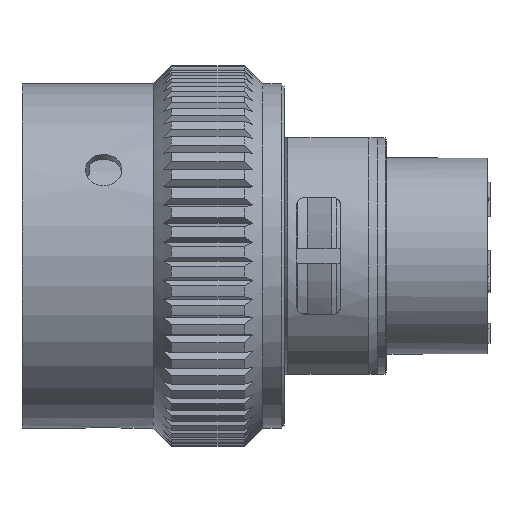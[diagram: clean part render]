
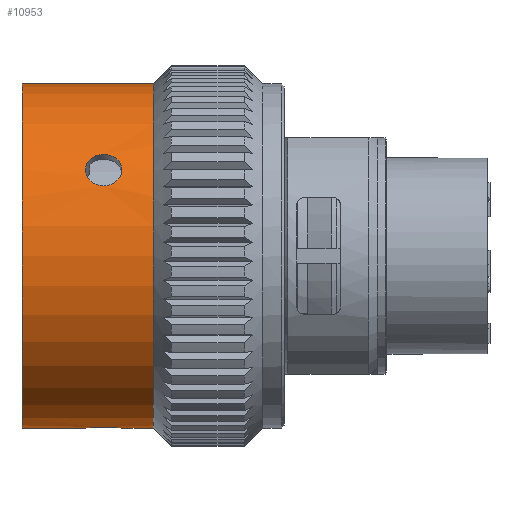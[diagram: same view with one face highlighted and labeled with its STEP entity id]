
A CAD part, top view. The second image highlights one B-rep face of the part: STEP entity #10953.
In plain terms, the highlighted cylindrical face has radius 11.8 mm (diameter 23.6 mm), a full revolution.
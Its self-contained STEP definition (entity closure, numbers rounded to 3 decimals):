
#486=B_SPLINE_CURVE_WITH_KNOTS('',3,(#16157,#16158,#16159,#16160,#16161,
#16162,#16163,#16164,#16165,#16166,#16167),.UNSPECIFIED.,.T.,.F.,(1,1,1,
1,1,1,1,1,1,1,1,1,1,1,1),(-0.003,-0.002,-0.001,
0.,0.001,0.002,0.003,0.004,
0.005,0.006,0.007,0.008,
0.009,0.01,0.011),
 .UNSPECIFIED.);
#487=B_SPLINE_CURVE_WITH_KNOTS('',3,(#16171,#16172,#16173,#16174,#16175,
#16176,#16177,#16178,#16179,#16180,#16181),.UNSPECIFIED.,.T.,.F.,(1,1,1,
1,1,1,1,1,1,1,1,1,1,1,1),(-0.003,-0.002,-0.001,
0.,0.001,0.002,0.003,0.004,
0.005,0.006,0.007,0.008,
0.009,0.01,0.011),
 .UNSPECIFIED.);
#488=B_SPLINE_CURVE_WITH_KNOTS('',3,(#16183,#16184,#16185,#16186,#16187,
#16188,#16189,#16190,#16191,#16192,#16193),.UNSPECIFIED.,.T.,.F.,(1,1,1,
1,1,1,1,1,1,1,1,1,1,1,1),(-0.003,-0.002,-0.001,
0.,0.001,0.002,0.003,0.004,
0.005,0.006,0.007,0.008,
0.009,0.01,0.011),
 .UNSPECIFIED.);
#914=CIRCLE('',#11705,11.8);
#915=CIRCLE('',#11706,11.8);
#1435=ORIENTED_EDGE('',*,*,#4805,.T.);
#1436=ORIENTED_EDGE('',*,*,#4806,.T.);
#1437=ORIENTED_EDGE('',*,*,#4807,.F.);
#1438=ORIENTED_EDGE('',*,*,#4808,.T.);
#1439=ORIENTED_EDGE('',*,*,#4809,.T.);
#4805=EDGE_CURVE('',#6490,#6490,#914,.T.);
#4806=EDGE_CURVE('',#6491,#6491,#486,.T.);
#4807=EDGE_CURVE('',#6492,#6492,#915,.T.);
#4808=EDGE_CURVE('',#6493,#6493,#487,.T.);
#4809=EDGE_CURVE('',#6494,#6494,#488,.T.);
#6490=VERTEX_POINT('',#16156);
#6491=VERTEX_POINT('',#16168);
#6492=VERTEX_POINT('',#16170);
#6493=VERTEX_POINT('',#16182);
#6494=VERTEX_POINT('',#16194);
#9347=EDGE_LOOP('',(#1435));
#9348=EDGE_LOOP('',(#1436));
#9349=EDGE_LOOP('',(#1437));
#9350=EDGE_LOOP('',(#1438));
#9351=EDGE_LOOP('',(#1439));
#10060=FACE_BOUND('',#9347,.T.);
#10061=FACE_BOUND('',#9348,.T.);
#10062=FACE_BOUND('',#9349,.T.);
#10063=FACE_BOUND('',#9350,.T.);
#10064=FACE_BOUND('',#9351,.T.);
#10773=CYLINDRICAL_SURFACE('',#11704,11.8);
#10953=ADVANCED_FACE('',(#10060,#10061,#10062,#10063,#10064),#10773,.T.);
#11704=AXIS2_PLACEMENT_3D('',#16154,#13050,#13051);
#11705=AXIS2_PLACEMENT_3D('',#16155,#13052,#13053);
#11706=AXIS2_PLACEMENT_3D('',#16169,#13054,#13055);
#13050=DIRECTION('',(1.,0.,0.));
#13051=DIRECTION('',(0.,0.,-1.));
#13052=DIRECTION('',(1.,0.,0.));
#13053=DIRECTION('',(0.,0.,-1.));
#13054=DIRECTION('',(1.,0.,0.));
#13055=DIRECTION('',(0.,0.,-1.));
#16154=CARTESIAN_POINT('',(18.,0.,0.));
#16155=CARTESIAN_POINT('',(0.,0.,0.));
#16156=CARTESIAN_POINT('',(0.,0.,-11.8));
#16157=CARTESIAN_POINT('',(4.619,-11.767,0.979));
#16158=CARTESIAN_POINT('',(5.6,-11.717,1.386));
#16159=CARTESIAN_POINT('',(6.58,-11.767,0.979));
#16160=CARTESIAN_POINT('',(6.985,-11.817,0.001));
#16161=CARTESIAN_POINT('',(6.58,-11.767,-0.979));
#16162=CARTESIAN_POINT('',(5.6,-11.717,-1.385));
#16163=CARTESIAN_POINT('',(4.622,-11.767,-0.981));
#16164=CARTESIAN_POINT('',(4.215,-11.817,-0.001));
#16165=CARTESIAN_POINT('',(4.619,-11.767,0.979));
#16166=CARTESIAN_POINT('',(5.6,-11.717,1.386));
#16167=CARTESIAN_POINT('',(6.58,-11.767,0.979));
#16168=CARTESIAN_POINT('',(5.6,-11.734,1.25));
#16169=CARTESIAN_POINT('',(9.,0.,0.));
#16170=CARTESIAN_POINT('',(9.,0.,-11.8));
#16171=CARTESIAN_POINT('',(4.619,6.731,9.701));
#16172=CARTESIAN_POINT('',(5.6,7.058,9.454));
#16173=CARTESIAN_POINT('',(6.58,6.731,9.701));
#16174=CARTESIAN_POINT('',(6.985,5.909,10.233));
#16175=CARTESIAN_POINT('',(6.58,5.035,10.68));
#16176=CARTESIAN_POINT('',(5.6,4.659,10.84));
#16177=CARTESIAN_POINT('',(4.622,5.034,10.681));
#16178=CARTESIAN_POINT('',(4.215,5.907,10.234));
#16179=CARTESIAN_POINT('',(4.619,6.731,9.701));
#16180=CARTESIAN_POINT('',(5.6,7.058,9.454));
#16181=CARTESIAN_POINT('',(6.58,6.731,9.701));
#16182=CARTESIAN_POINT('',(5.6,6.949,9.537));
#16183=CARTESIAN_POINT('',(4.619,5.036,-10.68));
#16184=CARTESIAN_POINT('',(5.6,4.659,-10.84));
#16185=CARTESIAN_POINT('',(6.58,5.036,-10.68));
#16186=CARTESIAN_POINT('',(6.985,5.907,-10.234));
#16187=CARTESIAN_POINT('',(6.58,6.732,-9.701));
#16188=CARTESIAN_POINT('',(5.6,7.058,-9.455));
#16189=CARTESIAN_POINT('',(4.622,6.733,-9.7));
#16190=CARTESIAN_POINT('',(4.215,5.909,-10.233));
#16191=CARTESIAN_POINT('',(4.619,5.036,-10.68));
#16192=CARTESIAN_POINT('',(5.6,4.659,-10.84));
#16193=CARTESIAN_POINT('',(6.58,5.036,-10.68));
#16194=CARTESIAN_POINT('',(5.6,4.784,-10.787));
